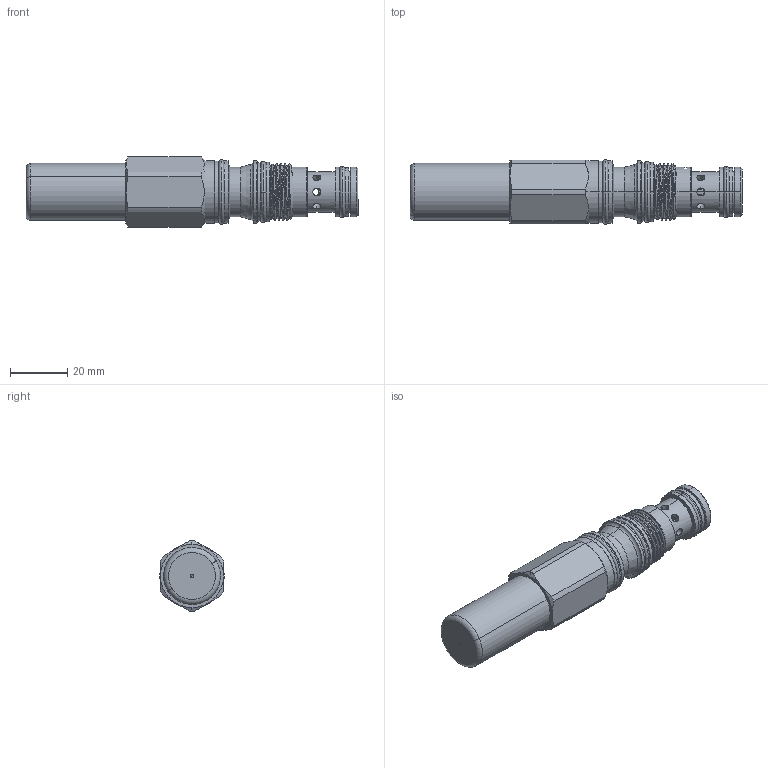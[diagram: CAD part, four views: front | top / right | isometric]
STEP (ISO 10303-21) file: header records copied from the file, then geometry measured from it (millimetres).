
FILE_DESCRIPTION (( 'STEP AP203' ), '1' );
FILE_NAME ('PD11A3J-C.STEP', '2020-03-23T02:36:31', ( '' ), ( '' ), 'SwSTEP 2.0', 'SolidWorks 2018', '' );
FILE_SCHEMA (( 'CONFIG_CONTROL_DESIGN' ));
Length unit declared in the file: millimetre
Products named in the file (1): PD11A3J-C
Bounding box: 116.3 x 22.56 x 24.6 mm (x, y, z)
Volume: 29025.5 mm3; surface area: 21029.3 mm2
Topology: 12 solids, 12 shells, 549 faces, 1281 edges, 785 vertices
Faces by surface type: cylinder 284, plane 112, cone 85, torus 59, bspline 9
Entity records: 25416 total; most frequent: CARTESIAN_POINT 12876, DIRECTION 2663, ORIENTED_EDGE 2546, EDGE_CURVE 1273, AXIS2_PLACEMENT_3D 1125, VERTEX_POINT 785, EDGE_LOOP 664, CIRCLE 584
